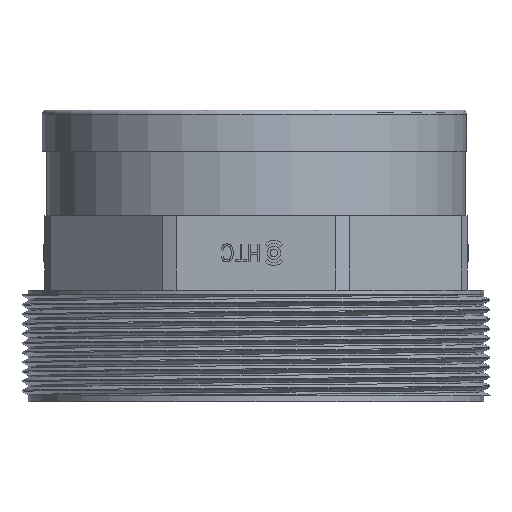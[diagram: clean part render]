
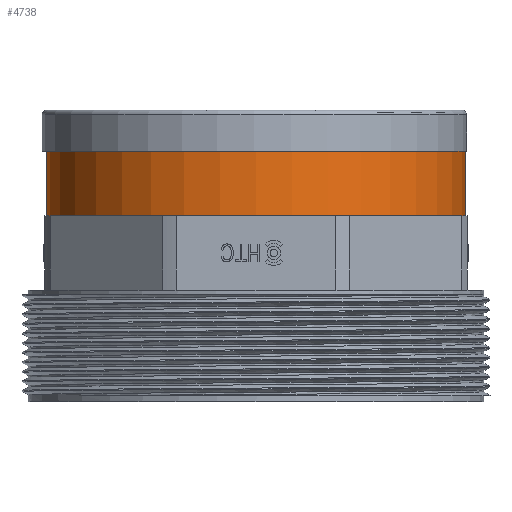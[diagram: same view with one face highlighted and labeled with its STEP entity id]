
A CAD part, front view. The second image highlights one B-rep face of the part: STEP entity #4738.
In plain terms, the highlighted cylindrical face has radius 50.5 mm (diameter 101 mm), a full revolution.
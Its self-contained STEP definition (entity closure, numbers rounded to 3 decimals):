
#314=FACE_OUTER_BOUND('',#605,.T.);
#605=EDGE_LOOP('',(#3527,#3528,#3529,#3530));
#862=CIRCLE('',#5042,50.5);
#863=CIRCLE('',#5043,50.5);
#1243=LINE('',#15070,#1695);
#1695=VECTOR('',#5547,50.5);
#2241=VERTEX_POINT('',#15067);
#2242=VERTEX_POINT('',#15069);
#2765=EDGE_CURVE('',#2241,#2241,#862,.T.);
#2766=EDGE_CURVE('',#2241,#2242,#1243,.T.);
#2767=EDGE_CURVE('',#2242,#2242,#863,.T.);
#3527=ORIENTED_EDGE('',*,*,#2765,.T.);
#3528=ORIENTED_EDGE('',*,*,#2766,.T.);
#3529=ORIENTED_EDGE('',*,*,#2767,.T.);
#3530=ORIENTED_EDGE('',*,*,#2766,.F.);
#4661=CYLINDRICAL_SURFACE('',#5041,50.5);
#4738=ADVANCED_FACE('',(#314),#4661,.T.);
#5041=AXIS2_PLACEMENT_3D('',#15066,#5543,#5544);
#5042=AXIS2_PLACEMENT_3D('',#15068,#5545,#5546);
#5043=AXIS2_PLACEMENT_3D('',#15071,#5548,#5549);
#5543=DIRECTION('center_axis',(0.,0.,1.));
#5544=DIRECTION('ref_axis',(1.,0.,0.));
#5545=DIRECTION('center_axis',(0.,0.,-1.));
#5546=DIRECTION('ref_axis',(1.,0.,0.));
#5547=DIRECTION('',(0.,0.,-1.));
#5548=DIRECTION('center_axis',(0.,0.,1.));
#5549=DIRECTION('ref_axis',(1.,0.,0.));
#15066=CARTESIAN_POINT('Origin',(0.,0.,45.));
#15067=CARTESIAN_POINT('',(-50.5,0.,70.));
#15068=CARTESIAN_POINT('Origin',(0.,0.,70.));
#15069=CARTESIAN_POINT('',(-50.5,0.,45.));
#15070=CARTESIAN_POINT('',(-50.5,0.,45.));
#15071=CARTESIAN_POINT('Origin',(0.,0.,45.));
